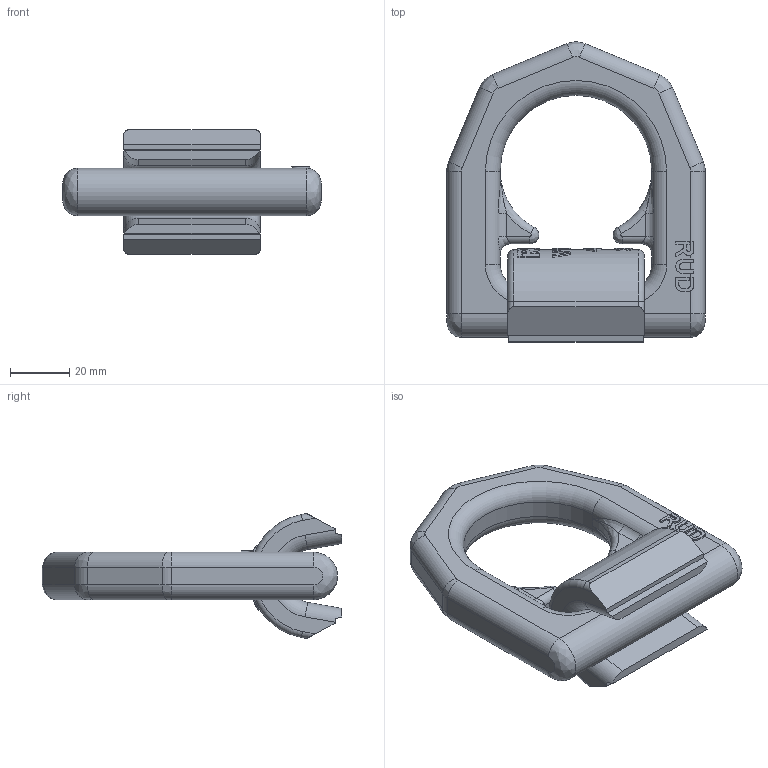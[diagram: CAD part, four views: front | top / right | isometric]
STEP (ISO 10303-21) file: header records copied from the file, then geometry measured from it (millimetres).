
FILE_DESCRIPTION((''),'2;1');
FILE_NAME('001-M32119-P4_ASM','2018-10-15T',('anja.joas'),(''),'PRO/ENGINEER BY PARAMETRIC TECHNOLOGY CORPORATION, 2011490','PRO/ENGINEER BY PARAMETRIC TECHNOLOGY CORPORATION, 2011490','');
FILE_SCHEMA(('CONFIG_CONTROL_DESIGN'));
Length unit declared in the file: millimetre
Products named in the file (3): 001-M32119-P2; 001-M34885-P1; 001-M32119-P4_ASM
Assembly tree (2 placements, depth 2):
  001-M32119-P4_ASM
    001-M32119-P2
    001-M34885-P1
Bounding box: 87 x 100.98 x 42 mm (x, y, z)
Volume: 100431.8 mm3; surface area: 23820.5 mm2
Topology: 2 solids, 2 shells, 375 faces, 993 edges, 636 vertices
Faces by surface type: plane 242, cylinder 86, bspline 28, torus 18, extrusion 1
Entity records: 13483 total; most frequent: CARTESIAN_POINT 4460, ORIENTED_EDGE 1986, DIRECTION 1720, EDGE_CURVE 993, VERTEX_POINT 636, AXIS2_PLACEMENT_3D 610, VECTOR 500, LINE 499
